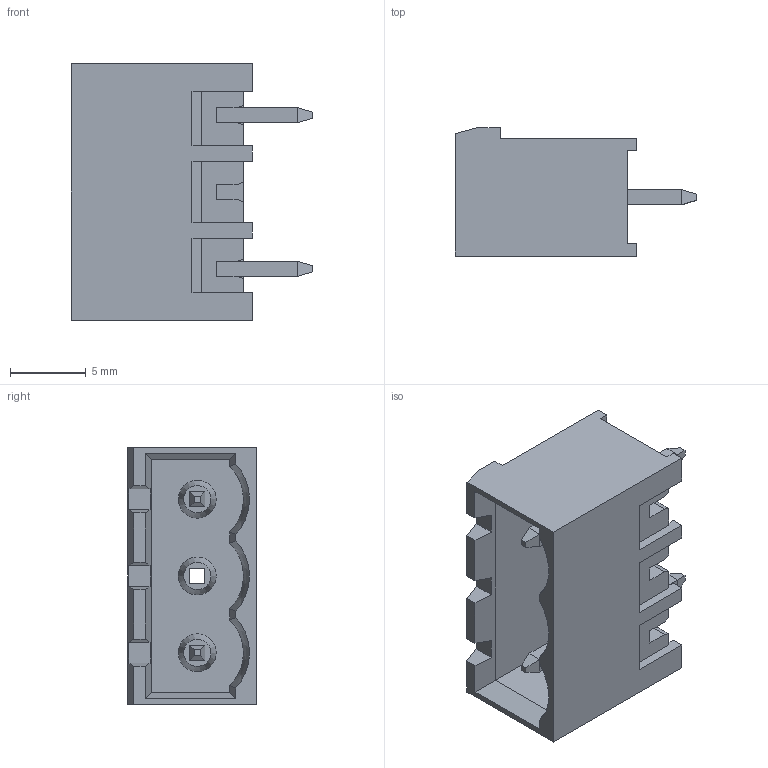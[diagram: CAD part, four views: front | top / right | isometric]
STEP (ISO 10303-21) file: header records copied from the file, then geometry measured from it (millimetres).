
FILE_DESCRIPTION(('STEP AP214'),'1');
FILE_NAME('PV02-10,16-V-P.stp','2022-01-31T15:07:50',(' '),(' '),'Spatial InterOp 3D',' ',' ');
FILE_SCHEMA(('automotive_design'));
Length unit declared in the file: metre
Products named in the file (1): 1
Bounding box: 16 x 8.5 x 17 mm (x, y, z)
Volume: 784.1 mm3; surface area: 1382.7 mm2
Topology: 1 solids, 1 shells, 175 faces, 459 edges, 296 vertices
Faces by surface type: plane 161, cylinder 7, cone 6, extrusion 1
Entity records: 6679 total; most frequent: CARTESIAN_POINT 964, ORIENTED_EDGE 912, DIRECTION 822, EDGE_CURVE 456, VECTOR 426, LINE 425, VERTEX_POINT 296, AXIS2_PLACEMENT_3D 198
